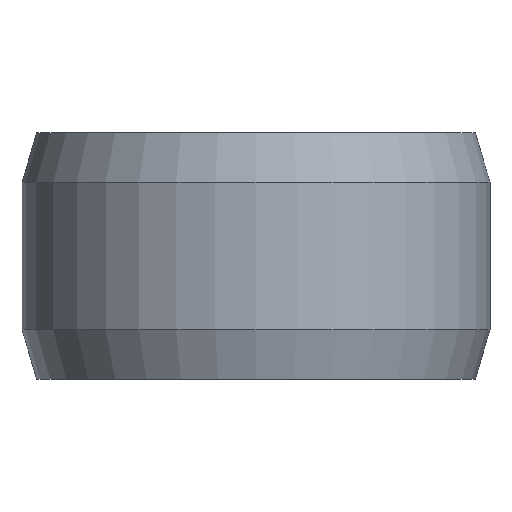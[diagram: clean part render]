
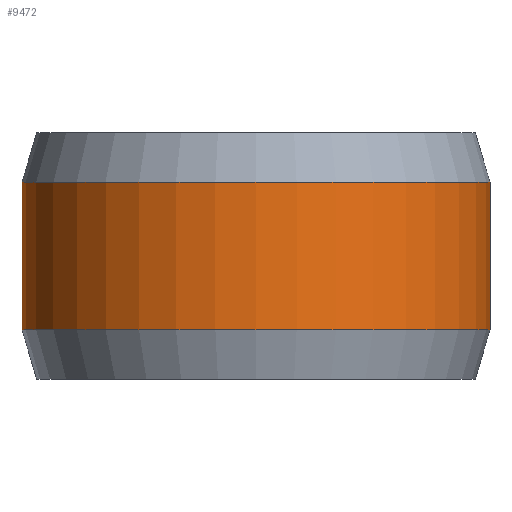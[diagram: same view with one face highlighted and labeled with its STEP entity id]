
A CAD part, left-side view. The second image highlights one B-rep face of the part: STEP entity #9472.
In plain terms, the highlighted cylindrical face has radius 47.5 mm (diameter 95 mm), a partial arc.
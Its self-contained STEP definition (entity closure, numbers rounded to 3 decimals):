
#2701=CARTESIAN_POINT('',(0.,0.,-15.));
#2702=DIRECTION('',(0.,0.,-1.));
#2703=DIRECTION('',(0.,-1.,0.));
#2704=AXIS2_PLACEMENT_3D('',#2701,#2702,#2703);
#2719=DIRECTION('',(0.,0.,1.));
#2720=VECTOR('',#2719,30.);
#2721=CARTESIAN_POINT('',(0.,47.5,-15.));
#2722=LINE('',#2721,#2720);
#2723=DIRECTION('',(0.,0.,1.));
#2724=VECTOR('',#2723,30.);
#2725=CARTESIAN_POINT('',(0.,-47.5,-15.));
#2726=LINE('',#2725,#2724);
#2727=CARTESIAN_POINT('',(0.,0.,15.));
#2728=DIRECTION('',(0.,0.,-1.));
#2729=DIRECTION('',(0.,-1.,0.));
#2730=AXIS2_PLACEMENT_3D('',#2727,#2728,#2729);
#7409=CARTESIAN_POINT('',(0.,47.5,15.));
#7410=CARTESIAN_POINT('',(0.,-47.5,15.));
#7411=VERTEX_POINT('',#7409);
#7412=VERTEX_POINT('',#7410);
#7421=CARTESIAN_POINT('',(0.,47.5,-15.));
#7422=CARTESIAN_POINT('',(0.,-47.5,-15.));
#7423=VERTEX_POINT('',#7421);
#7424=VERTEX_POINT('',#7422);
#9460=CARTESIAN_POINT('',(0.,0.,27.5));
#9461=DIRECTION('',(0.,0.,-1.));
#9462=DIRECTION('',(0.,-1.,0.));
#9463=AXIS2_PLACEMENT_3D('',#9460,#9461,#9462);
#9464=CYLINDRICAL_SURFACE('',#9463,47.5);
#9465=ORIENTED_EDGE('',*,*,#9425,.T.);
#9466=ORIENTED_EDGE('',*,*,#9455,.T.);
#9468=ORIENTED_EDGE('',*,*,#9467,.F.);
#9469=ORIENTED_EDGE('',*,*,#9451,.F.);
#9470=EDGE_LOOP('',(#9465,#9466,#9468,#9469));
#9471=FACE_OUTER_BOUND('',#9470,.F.);
#9472=ADVANCED_FACE('',(#9471),#9464,.T.);
#2705=CIRCLE('',#2704,47.5);
#2731=CIRCLE('',#2730,47.5);
#9425=EDGE_CURVE('',#7424,#7423,#2705,.T.);
#9451=EDGE_CURVE('',#7424,#7412,#2726,.T.);
#9455=EDGE_CURVE('',#7423,#7411,#2722,.T.);
#9467=EDGE_CURVE('',#7412,#7411,#2731,.T.);
